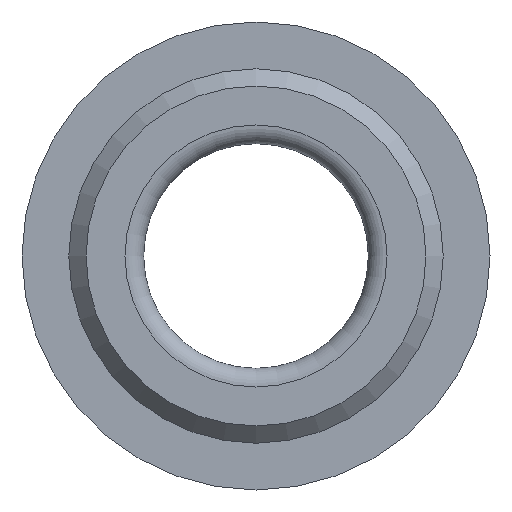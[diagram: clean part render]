
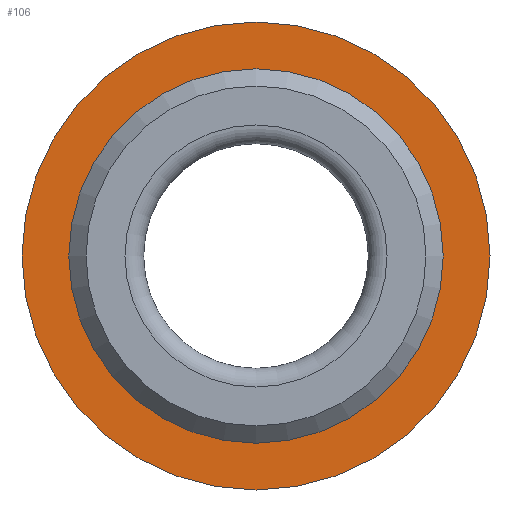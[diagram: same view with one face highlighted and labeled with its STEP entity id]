
A CAD part, left-side view. The second image highlights one B-rep face of the part: STEP entity #106.
In plain terms, the highlighted planar face has unit normal (-1, 0, 0).
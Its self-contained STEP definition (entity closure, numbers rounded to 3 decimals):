
#106 = ADVANCED_FACE( '', ( #195, #196 ), #197, .F. );
#195 = FACE_OUTER_BOUND( '', #308, .T. );
#196 = FACE_BOUND( '', #309, .T. );
#197 = PLANE( '', #310 );
#308 = EDGE_LOOP( '', ( #594 ) );
#309 = EDGE_LOOP( '', ( #595 ) );
#310 = AXIS2_PLACEMENT_3D( '', #596, #597, #598 );
#594 = ORIENTED_EDGE( '', *, *, #777, .F. );
#595 = ORIENTED_EDGE( '', *, *, #778, .T. );
#596 = CARTESIAN_POINT( '', ( -6.5, 10., 0. ) );
#597 = DIRECTION( '', ( 1., 0., 0. ) );
#598 = DIRECTION( '', ( 0., 0., -1. ) );
#777 = EDGE_CURVE( '', #939, #939, #940, .T. );
#778 = EDGE_CURVE( '', #941, #941, #942, .T. );
#939 = VERTEX_POINT( '', #1241 );
#940 = CIRCLE( '', #1242, 12.5 );
#941 = VERTEX_POINT( '', #1243 );
#942 = CIRCLE( '', #1244, 10. );
#1241 = CARTESIAN_POINT( '', ( -6.5, 0., -12.5 ) );
#1242 = AXIS2_PLACEMENT_3D( '', #1405, #1406, #1407 );
#1243 = CARTESIAN_POINT( '', ( -6.5, 0., -10. ) );
#1244 = AXIS2_PLACEMENT_3D( '', #1408, #1409, #1410 );
#1405 = CARTESIAN_POINT( '', ( -6.5, 0., 0. ) );
#1406 = DIRECTION( '', ( 1., 0., 0. ) );
#1407 = DIRECTION( '', ( 0., 0., -1. ) );
#1408 = CARTESIAN_POINT( '', ( -6.5, 0., 0. ) );
#1409 = DIRECTION( '', ( 1., 0., 0. ) );
#1410 = DIRECTION( '', ( 0., 0., -1. ) );
